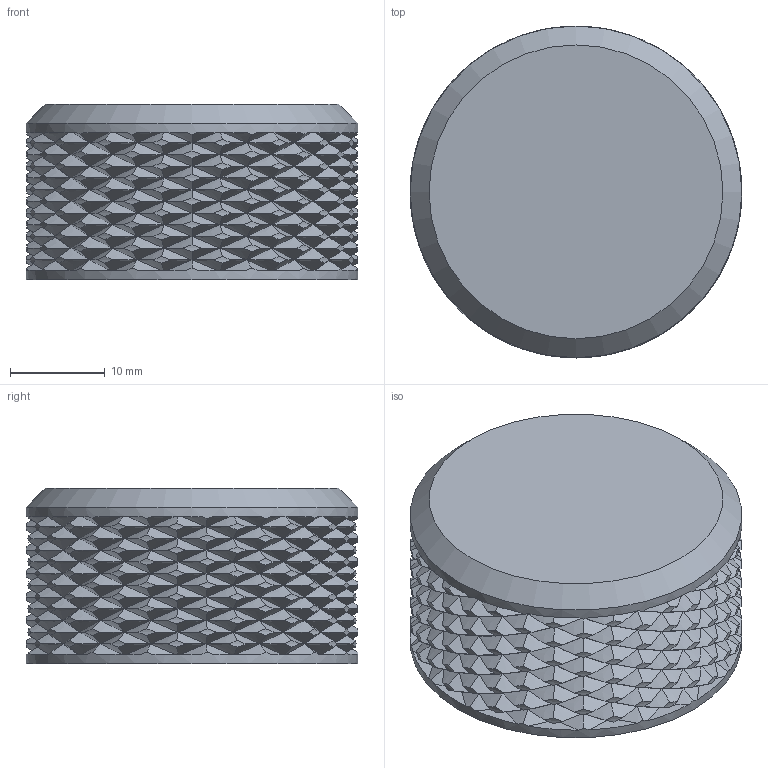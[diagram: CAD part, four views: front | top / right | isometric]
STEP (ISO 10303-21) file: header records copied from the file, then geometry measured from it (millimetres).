
FILE_DESCRIPTION(/* description */ (''),/* implementation_level */ '2;1');
FILE_NAME(/* name */ 'knob.step',/* time_stamp */ '2023-09-10T22:19:01-07:00',/* author */ (''),/* organization */ (''),/* preprocessor_version */ 'ST-DEVELOPER v20',/* originating_system */ 'Autodesk Translation Framework v12.9.0.99',/* authorisation */ '');
FILE_SCHEMA (('AUTOMOTIVE_DESIGN { 1 0 10303 214 3 1 1 }'));
Products named in the file (1): (Unsaved)
Bounding box: 35 x 35 x 18.5 mm (x, y, z)
Volume: 16073.9 mm3; surface area: 5631.6 mm2
Topology: 1 solids, 1 shells, 1045 faces, 2191 edges, 1149 vertices
Faces by surface type: bspline 816, cylinder 190, plane 38, cone 1
Full cylindrical faces by diameter (mm): 35 x2
Entity records: 44039 total; most frequent: CARTESIAN_POINT 29070, ORIENTED_EDGE 4382, EDGE_CURVE 2191, B_SPLINE_CURVE_WITH_KNOTS 2142, VERTEX_POINT 1149, EDGE_LOOP 1046, FACE_OUTER_BOUND 1045, ADVANCED_FACE 1045
